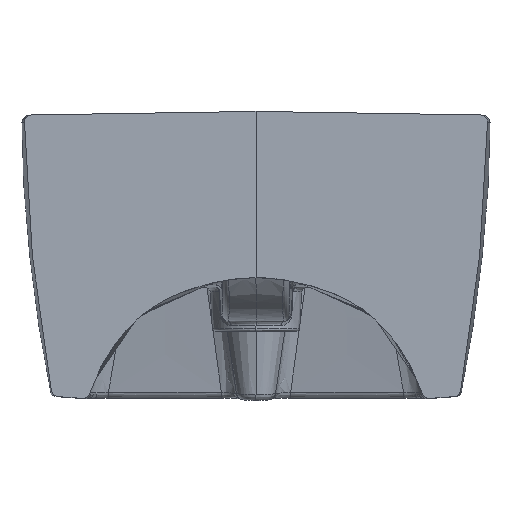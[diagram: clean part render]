
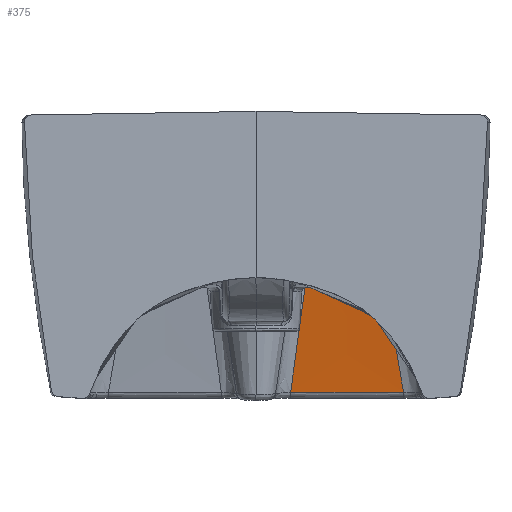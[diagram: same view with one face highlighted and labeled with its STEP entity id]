
A CAD part, front view. The second image highlights one B-rep face of the part: STEP entity #375.
In plain terms, the highlighted free-form (B-spline) face has degree [3, 3] with [4, 7] control points.
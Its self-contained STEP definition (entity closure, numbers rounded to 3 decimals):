
#95=B_SPLINE_SURFACE_WITH_KNOTS('',3,3,((#18401,#18402,#18403,#18404,#18405,
#18406,#18407),(#18408,#18409,#18410,#18411,#18412,#18413,#18414),(#18415,
#18416,#18417,#18418,#18419,#18420,#18421),(#18422,#18423,#18424,#18425,
#18426,#18427,#18428)),.UNSPECIFIED.,.F.,.F.,.F.,(4,4),(4,3,4),(0.,1.),
(0.,0.5,1.),.UNSPECIFIED.);
#375=ADVANCED_FACE('',(#787),#95,.T.);
#787=FACE_OUTER_BOUND('',#1045,.T.);
#1045=EDGE_LOOP('',(#1789,#1790,#1791,#1792,#1793,#1794));
#1789=ORIENTED_EDGE('',*,*,#2909,.T.);
#1790=ORIENTED_EDGE('',*,*,#2894,.T.);
#1791=ORIENTED_EDGE('',*,*,#3160,.T.);
#1792=ORIENTED_EDGE('',*,*,#3078,.T.);
#1793=ORIENTED_EDGE('',*,*,#3127,.T.);
#1794=ORIENTED_EDGE('',*,*,#3156,.F.);
#2499=VERTEX_POINT('',#6281);
#2500=VERTEX_POINT('',#6295);
#2514=VERTEX_POINT('',#6514);
#2640=VERTEX_POINT('',#10973);
#2641=VERTEX_POINT('',#10974);
#2652=VERTEX_POINT('',#17832);
#2894=EDGE_CURVE('',#2500,#2499,#3513,.T.);
#2909=EDGE_CURVE('',#2514,#2500,#3526,.T.);
#3078=EDGE_CURVE('',#2640,#2641,#3683,.T.);
#3127=EDGE_CURVE('',#2641,#2652,#3728,.T.);
#3156=EDGE_CURVE('',#2514,#2652,#3749,.T.);
#3160=EDGE_CURVE('',#2499,#2640,#3752,.T.);
#3513=B_SPLINE_CURVE_WITH_KNOTS('',3,(#6282,#6283,#6284,#6285,#6286,#6287,
#6288,#6289,#6290,#6291,#6292,#6293,#6294),.UNSPECIFIED.,.F.,.F.,(4,2,2,
2,1,2,4),(0.,0.5,0.531,0.562,0.625,
0.75,1.),.UNSPECIFIED.);
#3526=B_SPLINE_CURVE_WITH_KNOTS('',3,(#6510,#6511,#6512,#6513),
 .UNSPECIFIED.,.F.,.F.,(4,4),(0.,1.),.UNSPECIFIED.);
#3683=B_SPLINE_CURVE_WITH_KNOTS('',3,(#10969,#10970,#10971,#10972),
 .UNSPECIFIED.,.F.,.F.,(4,4),(0.,1.),.UNSPECIFIED.);
#3728=B_SPLINE_CURVE_WITH_KNOTS('',3,(#17833,#17834,#17835,#17836,#17837,
#17838),.UNSPECIFIED.,.F.,.F.,(4,2,4),(0.,0.5,1.),.UNSPECIFIED.);
#3749=B_SPLINE_CURVE_WITH_KNOTS('',3,(#18295,#18296,#18297,#18298),
 .UNSPECIFIED.,.F.,.F.,(4,4),(0.,1.),.UNSPECIFIED.);
#3752=B_SPLINE_CURVE_WITH_KNOTS('',3,(#18369,#18370,#18371,#18372),
 .UNSPECIFIED.,.F.,.F.,(4,4),(0.,1.),.UNSPECIFIED.);
#6281=CARTESIAN_POINT('',(54.566,463.87,-131.355));
#6282=CARTESIAN_POINT('',(100.318,467.361,-157.16));
#6283=CARTESIAN_POINT('',(94.29,466.525,-151.415));
#6284=CARTESIAN_POINT('',(87.171,465.825,-146.302));
#6285=CARTESIAN_POINT('',(78.451,465.194,-141.54));
#6286=CARTESIAN_POINT('',(77.934,465.157,-141.262));
#6287=CARTESIAN_POINT('',(76.891,465.085,-140.712));
#6288=CARTESIAN_POINT('',(76.481,465.057,-140.5));
#6289=CARTESIAN_POINT('',(75.082,464.963,-139.783));
#6290=CARTESIAN_POINT('',(72.244,464.778,-138.372));
#6291=CARTESIAN_POINT('',(69.294,464.604,-137.03));
#6292=CARTESIAN_POINT('',(63.241,464.268,-134.44));
#6293=CARTESIAN_POINT('',(59.005,464.062,-132.836));
#6294=CARTESIAN_POINT('',(54.567,463.87,-131.355));
#6295=CARTESIAN_POINT('',(100.315,467.361,-157.157));
#6510=CARTESIAN_POINT('',(108.199,468.506,-164.987));
#6511=CARTESIAN_POINT('',(105.87,468.147,-162.551));
#6512=CARTESIAN_POINT('',(103.241,467.766,-159.94));
#6513=CARTESIAN_POINT('',(100.312,467.36,-157.154));
#6514=CARTESIAN_POINT('',(108.2,468.506,-164.987));
#10969=CARTESIAN_POINT('',(40.082,464.073,-131.442));
#10970=CARTESIAN_POINT('',(35.974,470.402,-167.088));
#10971=CARTESIAN_POINT('',(31.852,475.742,-197.173));
#10972=CARTESIAN_POINT('',(27.736,480.094,-221.697));
#10973=CARTESIAN_POINT('',(40.082,464.073,-131.442));
#10974=CARTESIAN_POINT('',(27.736,480.094,-221.697));
#17832=CARTESIAN_POINT('',(118.117,478.206,-221.696));
#17833=CARTESIAN_POINT('',(27.736,480.094,-221.697));
#17834=CARTESIAN_POINT('',(42.804,479.991,-221.696));
#17835=CARTESIAN_POINT('',(57.87,479.787,-221.695));
#17836=CARTESIAN_POINT('',(87.996,479.128,-221.697));
#17837=CARTESIAN_POINT('',(103.056,478.67,-221.7));
#17838=CARTESIAN_POINT('',(118.117,478.206,-221.696));
#18295=CARTESIAN_POINT('',(108.2,468.506,-164.987));
#18296=CARTESIAN_POINT('',(111.509,471.74,-183.89));
#18297=CARTESIAN_POINT('',(114.814,474.973,-202.793));
#18298=CARTESIAN_POINT('',(118.117,478.206,-221.696));
#18369=CARTESIAN_POINT('',(54.566,463.87,-131.355));
#18370=CARTESIAN_POINT('',(49.738,463.95,-131.39));
#18371=CARTESIAN_POINT('',(44.91,464.017,-131.419));
#18372=CARTESIAN_POINT('',(40.082,464.073,-131.442));
#18401=CARTESIAN_POINT('',(118.661,478.285,-222.242));
#18402=CARTESIAN_POINT('',(103.445,478.754,-222.242));
#18403=CARTESIAN_POINT('',(88.204,479.219,-222.242));
#18404=CARTESIAN_POINT('',(72.953,479.553,-222.242));
#18405=CARTESIAN_POINT('',(57.702,479.888,-222.242));
#18406=CARTESIAN_POINT('',(42.441,480.092,-222.242));
#18407=CARTESIAN_POINT('',(27.195,480.194,-222.242));
#18408=CARTESIAN_POINT('',(118.495,472.914,-191.766));
#18409=CARTESIAN_POINT('',(103.279,473.383,-191.766));
#18410=CARTESIAN_POINT('',(88.059,473.847,-191.766));
#18411=CARTESIAN_POINT('',(72.835,474.181,-191.766));
#18412=CARTESIAN_POINT('',(57.612,474.515,-191.766));
#18413=CARTESIAN_POINT('',(42.384,474.718,-191.766));
#18414=CARTESIAN_POINT('',(27.159,474.82,-191.766));
#18415=CARTESIAN_POINT('',(118.33,467.543,-161.289));
#18416=CARTESIAN_POINT('',(103.114,468.012,-161.289));
#18417=CARTESIAN_POINT('',(87.914,468.476,-161.289));
#18418=CARTESIAN_POINT('',(72.718,468.809,-161.289));
#18419=CARTESIAN_POINT('',(57.522,469.141,-161.289));
#18420=CARTESIAN_POINT('',(42.327,469.345,-161.289));
#18421=CARTESIAN_POINT('',(27.122,469.447,-161.289));
#18422=CARTESIAN_POINT('',(118.164,462.171,-130.813));
#18423=CARTESIAN_POINT('',(102.948,462.64,-130.813));
#18424=CARTESIAN_POINT('',(87.768,463.104,-130.813));
#18425=CARTESIAN_POINT('',(72.6,463.436,-130.813));
#18426=CARTESIAN_POINT('',(57.432,463.768,-130.813));
#18427=CARTESIAN_POINT('',(42.271,463.971,-130.813));
#18428=CARTESIAN_POINT('',(27.086,464.073,-130.813));
